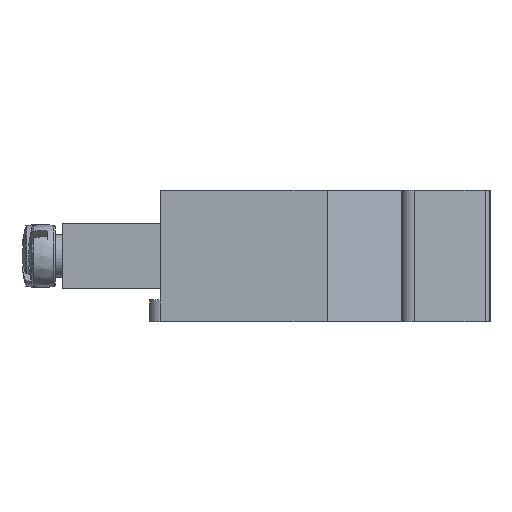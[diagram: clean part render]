
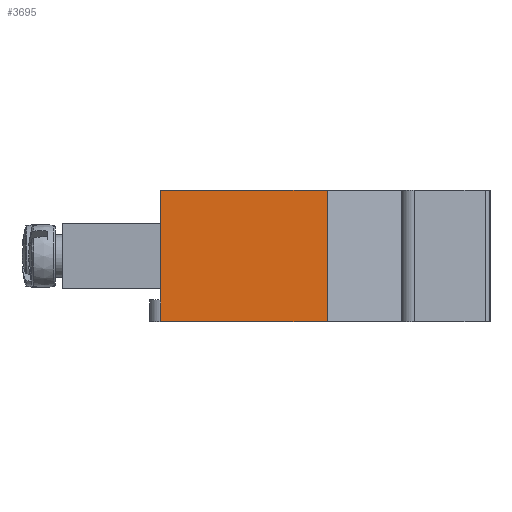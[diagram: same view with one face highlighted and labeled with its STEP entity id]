
A CAD part, left-side view. The second image highlights one B-rep face of the part: STEP entity #3695.
In plain terms, the highlighted face is planar.
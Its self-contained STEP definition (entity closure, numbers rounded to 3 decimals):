
#195=LINE('',#6590,#387);
#267=LINE('',#6813,#459);
#289=LINE('',#6863,#481);
#290=LINE('',#6865,#482);
#291=LINE('',#6866,#483);
#387=VECTOR('',#4796,15.149);
#459=VECTOR('',#4998,15.149);
#481=VECTOR('',#5048,12.);
#482=VECTOR('',#5049,10.);
#483=VECTOR('',#5050,2.);
#560=PLANE('',#4097);
#1181=FACE_OUTER_BOUND('',#1560,.T.);
#1560=EDGE_LOOP('',(#3106,#3107,#3108,#3109,#3110));
#1862=VERTEX_POINT('',#6587);
#1863=VERTEX_POINT('',#6589);
#1925=VERTEX_POINT('',#6763);
#1949=VERTEX_POINT('',#6811);
#1964=VERTEX_POINT('',#6864);
#2229=EDGE_CURVE('',#1863,#1862,#195,.T.);
#2339=EDGE_CURVE('',#1949,#1925,#267,.T.);
#2367=EDGE_CURVE('',#1949,#1863,#289,.T.);
#2368=EDGE_CURVE('',#1862,#1964,#290,.T.);
#2369=EDGE_CURVE('',#1964,#1925,#291,.T.);
#3106=ORIENTED_EDGE('',*,*,#2367,.T.);
#3107=ORIENTED_EDGE('',*,*,#2229,.T.);
#3108=ORIENTED_EDGE('',*,*,#2368,.T.);
#3109=ORIENTED_EDGE('',*,*,#2369,.T.);
#3110=ORIENTED_EDGE('',*,*,#2339,.F.);
#3695=ADVANCED_FACE('',(#1181),#560,.T.);
#4097=AXIS2_PLACEMENT_3D('',#6862,#5046,#5047);
#4796=DIRECTION('',(0.,1.,0.));
#4998=DIRECTION('',(0.,1.,0.));
#5046=DIRECTION('center_axis',(1.,0.,0.));
#5047=DIRECTION('ref_axis',(0.,1.,0.));
#5048=DIRECTION('',(0.,0.,-1.));
#5049=DIRECTION('',(0.,0.,1.));
#5050=DIRECTION('',(0.,0.,1.));
#6587=CARTESIAN_POINT('',(44.,0.,-12.));
#6589=CARTESIAN_POINT('',(44.,-15.149,-12.));
#6590=CARTESIAN_POINT('',(44.,0.,-12.));
#6763=CARTESIAN_POINT('',(44.,0.,0.));
#6811=CARTESIAN_POINT('',(44.,-15.149,0.));
#6813=CARTESIAN_POINT('',(44.,-22.964,0.));
#6862=CARTESIAN_POINT('Origin',(44.,0.,-12.));
#6863=CARTESIAN_POINT('',(44.,-15.149,-12.));
#6864=CARTESIAN_POINT('',(44.,0.,-2.));
#6865=CARTESIAN_POINT('',(44.,0.,-12.));
#6866=CARTESIAN_POINT('',(44.,0.,-12.));
